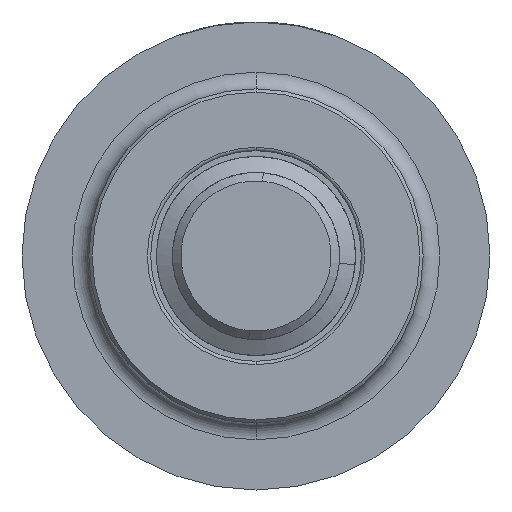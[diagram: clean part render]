
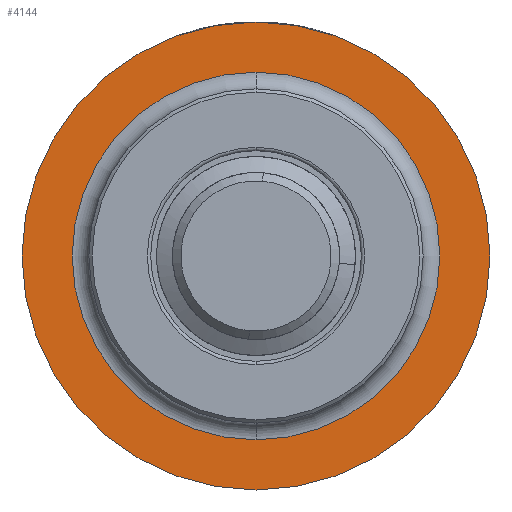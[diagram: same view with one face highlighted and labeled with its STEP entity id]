
A CAD part, front view. The second image highlights one B-rep face of the part: STEP entity #4144.
In plain terms, the highlighted planar face has unit normal (0, -1, 0).
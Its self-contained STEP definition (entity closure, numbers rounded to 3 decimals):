
#347 = DIRECTION ( 'NONE',  ( 0., -1., 0. ) ) ;
#370 = EDGE_LOOP ( 'NONE', ( #7763, #8173 ) ) ;
#466 = AXIS2_PLACEMENT_3D ( 'NONE', #6255, #347, #517 ) ;
#476 = DIRECTION ( 'NONE',  ( 0., 0., -1. ) ) ;
#517 = DIRECTION ( 'NONE',  ( 0., 0., -1. ) ) ;
#709 = CARTESIAN_POINT ( 'NONE',  ( 11., 7.42, 0. ) ) ;
#732 = CARTESIAN_POINT ( 'NONE',  ( 0., 7.42, -11. ) ) ;
#1229 = CARTESIAN_POINT ( 'NONE',  ( 0., 7.42, 0. ) ) ;
#1350 = EDGE_CURVE ( 'NONE', #6137, #2364, #7456, .T. ) ;
#1378 = AXIS2_PLACEMENT_3D ( 'NONE', #6947, #5631, #6922 ) ;
#1869 = ORIENTED_EDGE ( 'NONE', *, *, #5762, .F. ) ;
#1966 = FACE_BOUND ( 'NONE', #2090, .T. ) ;
#2090 = EDGE_LOOP ( 'NONE', ( #1869, #2615 ) ) ;
#2364 = VERTEX_POINT ( 'NONE', #732 ) ;
#2553 = FACE_OUTER_BOUND ( 'NONE', #370, .T. ) ;
#2615 = ORIENTED_EDGE ( 'NONE', *, *, #1350, .F. ) ;
#2907 = AXIS2_PLACEMENT_3D ( 'NONE', #1229, #5139, #6413 ) ;
#3229 = VERTEX_POINT ( 'NONE', #6659 ) ;
#3784 = VERTEX_POINT ( 'NONE', #6568 ) ;
#3864 = DIRECTION ( 'NONE',  ( 0., 0., -1. ) ) ;
#3992 = AXIS2_PLACEMENT_3D ( 'NONE', #7463, #8103, #476 ) ;
#4117 = EDGE_CURVE ( 'NONE', #3784, #3229, #4796, .T. ) ;
#4144 = ADVANCED_FACE ( 'NONE', ( #2553, #1966 ), #7666, .T. ) ;
#4796 = CIRCLE ( 'NONE', #2907, 14. ) ;
#5039 = AXIS2_PLACEMENT_3D ( 'NONE', #709, #5090, #3864 ) ;
#5090 = DIRECTION ( 'NONE',  ( 0., -1., 0. ) ) ;
#5139 = DIRECTION ( 'NONE',  ( 0., -1., 0. ) ) ;
#5631 = DIRECTION ( 'NONE',  ( 0., -1., 0. ) ) ;
#5762 = EDGE_CURVE ( 'NONE', #2364, #6137, #6579, .T. ) ;
#6137 = VERTEX_POINT ( 'NONE', #6279 ) ;
#6158 = CIRCLE ( 'NONE', #466, 14. ) ;
#6255 = CARTESIAN_POINT ( 'NONE',  ( 0., 7.42, 0. ) ) ;
#6279 = CARTESIAN_POINT ( 'NONE',  ( 0., 7.42, 11. ) ) ;
#6413 = DIRECTION ( 'NONE',  ( 0., 0., -1. ) ) ;
#6568 = CARTESIAN_POINT ( 'NONE',  ( 0., 7.42, 14. ) ) ;
#6579 = CIRCLE ( 'NONE', #3992, 11. ) ;
#6659 = CARTESIAN_POINT ( 'NONE',  ( 0., 7.42, -14. ) ) ;
#6922 = DIRECTION ( 'NONE',  ( 0., 0., -1. ) ) ;
#6947 = CARTESIAN_POINT ( 'NONE',  ( 0., 7.42, 0. ) ) ;
#7456 = CIRCLE ( 'NONE', #1378, 11. ) ;
#7463 = CARTESIAN_POINT ( 'NONE',  ( 0., 7.42, 0. ) ) ;
#7554 = EDGE_CURVE ( 'NONE', #3229, #3784, #6158, .T. ) ;
#7666 = PLANE ( 'NONE',  #5039 ) ;
#7763 = ORIENTED_EDGE ( 'NONE', *, *, #7554, .T. ) ;
#8103 = DIRECTION ( 'NONE',  ( 0., -1., 0. ) ) ;
#8173 = ORIENTED_EDGE ( 'NONE', *, *, #4117, .T. ) ;
